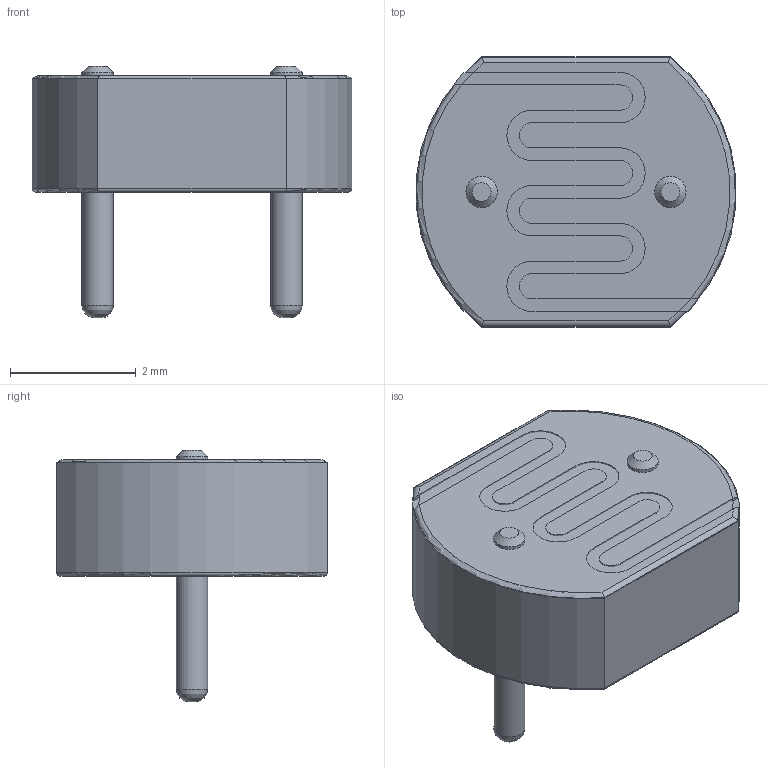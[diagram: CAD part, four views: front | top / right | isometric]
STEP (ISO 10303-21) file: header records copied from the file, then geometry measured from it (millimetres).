
FILE_DESCRIPTION(/* description */ (''),/* implementation_level */ '2;1');
FILE_NAME(/* name */ 'Accurate GL55 (No Glass) v1.step',/* time_stamp */ '2021-01-28T09:23:20+02:00',/* author */ (''),/* organization */ (''),/* preprocessor_version */ 'ST-DEVELOPER v18.1',/* originating_system */ 'Autodesk Translation Framework v9.7.1.1290',/* authorisation */ '');
FILE_SCHEMA (('AUTOMOTIVE_DESIGN { 1 0 10303 214 3 1 1 }'));
Length unit declared in the file: millimetre
Products named in the file (1): Accurate GL55 (No Glass)
Bounding box: 5.08 x 4.3 x 4 mm (x, y, z)
Volume: 37.8 mm3; surface area: 143.3 mm2
Topology: 8 solids, 8 shells, 72 faces, 162 edges, 106 vertices
Faces by surface type: plane 34, cylinder 28, torus 6, bspline 2, cone 2
Full cylindrical faces by diameter (mm): 0.5 x8
Entity records: 2224 total; most frequent: CARTESIAN_POINT 517, DIRECTION 358, ORIENTED_EDGE 324, EDGE_CURVE 162, AXIS2_PLACEMENT_3D 137, VERTEX_POINT 106, LINE 84, VECTOR 84
